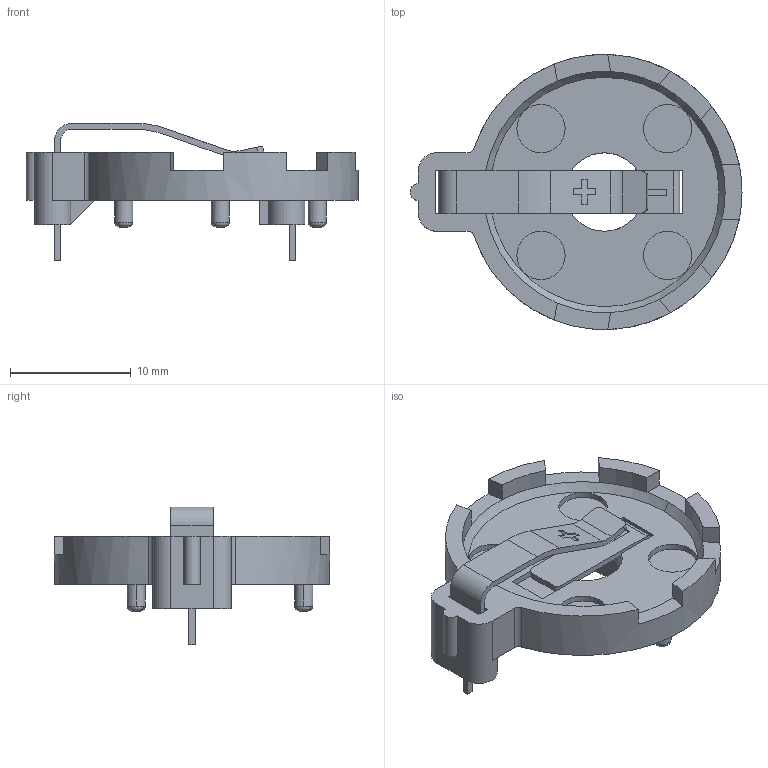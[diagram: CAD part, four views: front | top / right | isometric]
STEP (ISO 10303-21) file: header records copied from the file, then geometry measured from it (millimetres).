
FILE_DESCRIPTION (( 'STEP AP214' ), '1' );
FILE_NAME ('User Library-CH25-2032.STEP', '2017-06-17T16:32:25', ( 'Windows User' ), ( '' ), 'SwSTEP 2.0', 'SolidWorks 2017', '' );
FILE_SCHEMA (( 'AUTOMOTIVE_DESIGN' ));
Length unit declared in the file: millimetre
Products named in the file (1): User Library-CH25-2032
Bounding box: 27.5 x 22.79 x 11.4 mm (x, y, z)
Volume: 1046 mm3; surface area: 1753.9 mm2
Topology: 3 solids, 3 shells, 154 faces, 404 edges, 264 vertices
Faces by surface type: plane 103, cylinder 43, torus 6, cone 2
Entity records: 4806 total; most frequent: DIRECTION 840, CARTESIAN_POINT 822, ORIENTED_EDGE 806, EDGE_CURVE 403, AXIS2_PLACEMENT_3D 282, LINE 276, VECTOR 276, VERTEX_POINT 264
